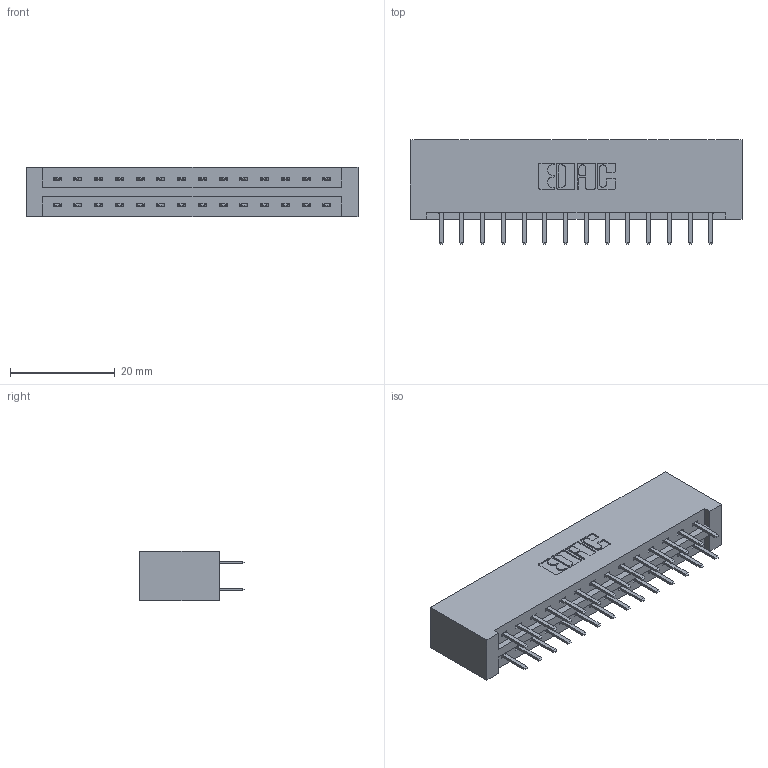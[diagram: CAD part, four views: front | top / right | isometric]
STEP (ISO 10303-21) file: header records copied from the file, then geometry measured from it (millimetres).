
FILE_DESCRIPTION (( 'STEP AP203' ), '1' );
FILE_NAME ('387-028-520-201.STEP', '2019-10-16T21:17:20', ( '' ), ( '' ), 'SwSTEP 2.0', 'SolidWorks 2016', '' );
FILE_SCHEMA (( 'CONFIG_CONTROL_DESIGN' ));
Length unit declared in the file: inch
Products named in the file (3): 337 Part_No Mounting Lugs; 345-292-001_345-293-120; 387-028-520-201
Assembly tree (29 placements, depth 2):
  387-028-520-201
    337 Part_No Mounting Lugs
    345-292-001_345-293-120  x28
Bounding box: 63.35 x 20.02 x 9.4 mm (x, y, z)
Volume: 7051.8 mm3; surface area: 7721.1 mm2
Topology: 29 solids, 29 shells, 1730 faces, 5019 edges, 3270 vertices
Faces by surface type: plane 1186, cylinder 544
Entity records: 14313 total; most frequent: CARTESIAN_POINT 2446, ORIENTED_EDGE 2370, DIRECTION 2113, EDGE_CURVE 1185, LINE 1061, VECTOR 1061, VERTEX_POINT 786, AXIS2_PLACEMENT_3D 526
